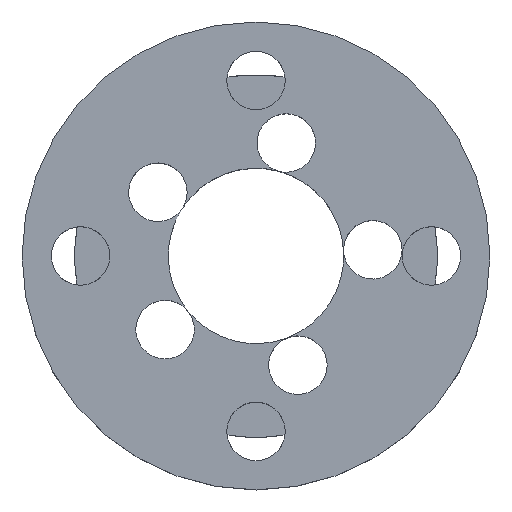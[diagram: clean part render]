
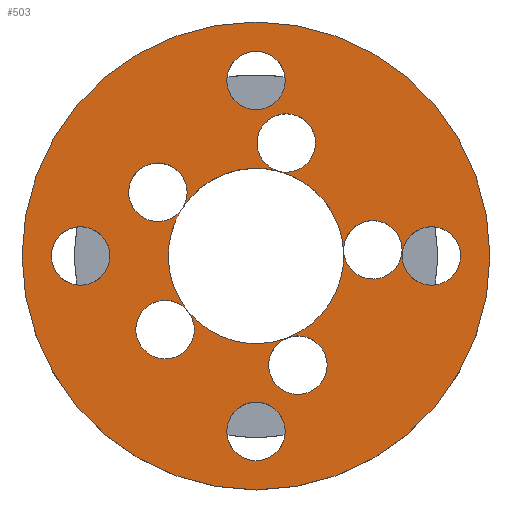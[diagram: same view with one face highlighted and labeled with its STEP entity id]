
A CAD part, top view. The second image highlights one B-rep face of the part: STEP entity #503.
In plain terms, the highlighted planar face has unit normal (0, 0, 1).
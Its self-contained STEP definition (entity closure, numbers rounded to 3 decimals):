
#19=FACE_BOUND('',#71,.T.);
#20=FACE_BOUND('',#72,.T.);
#21=FACE_BOUND('',#73,.T.);
#22=FACE_BOUND('',#74,.T.);
#23=FACE_BOUND('',#75,.T.);
#26=PLANE('',#564);
#42=FACE_OUTER_BOUND('',#70,.T.);
#70=EDGE_LOOP('',(#351));
#71=EDGE_LOOP('',(#352));
#72=EDGE_LOOP('',(#353));
#73=EDGE_LOOP('',(#354));
#74=EDGE_LOOP('',(#355));
#75=EDGE_LOOP('',(#356,#357,#358,#359,#360,#361,#362,#363,#364,#365,#366,
#367,#368,#369,#370));
#96=CIRCLE('',#538,2.);
#98=CIRCLE('',#541,2.);
#100=CIRCLE('',#544,2.);
#102=CIRCLE('',#547,2.);
#104=CIRCLE('',#550,2.);
#107=CIRCLE('',#554,6.);
#109=CIRCLE('',#557,6.);
#110=CIRCLE('',#559,6.);
#112=CIRCLE('',#562,6.);
#114=CIRCLE('',#565,16.);
#115=CIRCLE('',#566,2.);
#116=CIRCLE('',#567,2.);
#117=CIRCLE('',#568,2.);
#118=CIRCLE('',#569,2.);
#119=CIRCLE('',#570,2.);
#120=CIRCLE('',#571,2.);
#121=CIRCLE('',#572,6.);
#122=CIRCLE('',#573,2.);
#123=CIRCLE('',#574,2.);
#124=CIRCLE('',#575,2.);
#196=VERTEX_POINT('',#826);
#198=VERTEX_POINT('',#829);
#200=VERTEX_POINT('',#835);
#202=VERTEX_POINT('',#838);
#204=VERTEX_POINT('',#844);
#206=VERTEX_POINT('',#847);
#208=VERTEX_POINT('',#853);
#210=VERTEX_POINT('',#856);
#212=VERTEX_POINT('',#862);
#214=VERTEX_POINT('',#865);
#216=VERTEX_POINT('',#887);
#217=VERTEX_POINT('',#889);
#218=VERTEX_POINT('',#891);
#219=VERTEX_POINT('',#893);
#220=VERTEX_POINT('',#895);
#237=EDGE_CURVE('',#198,#196,#96,.T.);
#241=EDGE_CURVE('',#202,#200,#98,.T.);
#245=EDGE_CURVE('',#206,#204,#100,.T.);
#249=EDGE_CURVE('',#210,#208,#102,.T.);
#253=EDGE_CURVE('',#214,#212,#104,.T.);
#258=EDGE_CURVE('',#210,#202,#107,.T.);
#261=EDGE_CURVE('',#214,#210,#109,.T.);
#262=EDGE_CURVE('',#206,#214,#110,.T.);
#265=EDGE_CURVE('',#202,#198,#112,.T.);
#268=EDGE_CURVE('',#216,#216,#114,.T.);
#269=EDGE_CURVE('',#217,#217,#115,.T.);
#270=EDGE_CURVE('',#218,#218,#116,.T.);
#271=EDGE_CURVE('',#219,#219,#117,.T.);
#272=EDGE_CURVE('',#220,#220,#118,.T.);
#273=EDGE_CURVE('',#200,#202,#119,.T.);
#274=EDGE_CURVE('',#196,#198,#120,.T.);
#275=EDGE_CURVE('',#198,#206,#121,.T.);
#276=EDGE_CURVE('',#204,#206,#122,.T.);
#277=EDGE_CURVE('',#212,#214,#123,.T.);
#278=EDGE_CURVE('',#208,#210,#124,.T.);
#351=ORIENTED_EDGE('',*,*,#268,.T.);
#352=ORIENTED_EDGE('',*,*,#269,.T.);
#353=ORIENTED_EDGE('',*,*,#270,.T.);
#354=ORIENTED_EDGE('',*,*,#271,.T.);
#355=ORIENTED_EDGE('',*,*,#272,.T.);
#356=ORIENTED_EDGE('',*,*,#258,.T.);
#357=ORIENTED_EDGE('',*,*,#241,.T.);
#358=ORIENTED_EDGE('',*,*,#273,.T.);
#359=ORIENTED_EDGE('',*,*,#265,.T.);
#360=ORIENTED_EDGE('',*,*,#237,.T.);
#361=ORIENTED_EDGE('',*,*,#274,.T.);
#362=ORIENTED_EDGE('',*,*,#275,.T.);
#363=ORIENTED_EDGE('',*,*,#245,.T.);
#364=ORIENTED_EDGE('',*,*,#276,.T.);
#365=ORIENTED_EDGE('',*,*,#262,.T.);
#366=ORIENTED_EDGE('',*,*,#253,.T.);
#367=ORIENTED_EDGE('',*,*,#277,.T.);
#368=ORIENTED_EDGE('',*,*,#261,.T.);
#369=ORIENTED_EDGE('',*,*,#249,.T.);
#370=ORIENTED_EDGE('',*,*,#278,.T.);
#503=ADVANCED_FACE('',(#42,#19,#20,#21,#22,#23),#26,.T.);
#538=AXIS2_PLACEMENT_3D('',#830,#631,#632);
#541=AXIS2_PLACEMENT_3D('',#839,#639,#640);
#544=AXIS2_PLACEMENT_3D('',#848,#647,#648);
#547=AXIS2_PLACEMENT_3D('',#857,#655,#656);
#550=AXIS2_PLACEMENT_3D('',#866,#663,#664);
#554=AXIS2_PLACEMENT_3D('',#873,#673,#674);
#557=AXIS2_PLACEMENT_3D('',#877,#680,#681);
#559=AXIS2_PLACEMENT_3D('',#879,#684,#685);
#562=AXIS2_PLACEMENT_3D('',#883,#691,#692);
#564=AXIS2_PLACEMENT_3D('',#886,#696,#697);
#565=AXIS2_PLACEMENT_3D('',#888,#698,#699);
#566=AXIS2_PLACEMENT_3D('',#890,#700,#701);
#567=AXIS2_PLACEMENT_3D('',#892,#702,#703);
#568=AXIS2_PLACEMENT_3D('',#894,#704,#705);
#569=AXIS2_PLACEMENT_3D('',#896,#706,#707);
#570=AXIS2_PLACEMENT_3D('',#897,#708,#709);
#571=AXIS2_PLACEMENT_3D('',#898,#710,#711);
#572=AXIS2_PLACEMENT_3D('',#899,#712,#713);
#573=AXIS2_PLACEMENT_3D('',#900,#714,#715);
#574=AXIS2_PLACEMENT_3D('',#901,#716,#717);
#575=AXIS2_PLACEMENT_3D('',#902,#718,#719);
#631=DIRECTION('center_axis',(0.,0.,-1.));
#632=DIRECTION('ref_axis',(-1.,0.,0.));
#639=DIRECTION('center_axis',(0.,0.,-1.));
#640=DIRECTION('ref_axis',(-1.,0.,0.));
#647=DIRECTION('center_axis',(0.,0.,-1.));
#648=DIRECTION('ref_axis',(-1.,0.,0.));
#655=DIRECTION('center_axis',(0.,0.,-1.));
#656=DIRECTION('ref_axis',(-1.,0.,0.));
#663=DIRECTION('center_axis',(0.,0.,-1.));
#664=DIRECTION('ref_axis',(-1.,0.,0.));
#673=DIRECTION('center_axis',(0.,0.,-1.));
#674=DIRECTION('ref_axis',(-1.,0.,0.));
#680=DIRECTION('center_axis',(0.,0.,-1.));
#681=DIRECTION('ref_axis',(-1.,0.,0.));
#684=DIRECTION('center_axis',(0.,0.,-1.));
#685=DIRECTION('ref_axis',(-1.,0.,0.));
#691=DIRECTION('center_axis',(0.,0.,-1.));
#692=DIRECTION('ref_axis',(-1.,0.,0.));
#696=DIRECTION('center_axis',(0.,0.,1.));
#697=DIRECTION('ref_axis',(-1.,0.,0.));
#698=DIRECTION('center_axis',(0.,0.,1.));
#699=DIRECTION('ref_axis',(-1.,0.,0.));
#700=DIRECTION('center_axis',(0.,0.,-1.));
#701=DIRECTION('ref_axis',(-1.,0.,0.));
#702=DIRECTION('center_axis',(0.,0.,-1.));
#703=DIRECTION('ref_axis',(-1.,0.,0.));
#704=DIRECTION('center_axis',(0.,0.,-1.));
#705=DIRECTION('ref_axis',(-1.,0.,0.));
#706=DIRECTION('center_axis',(0.,0.,-1.));
#707=DIRECTION('ref_axis',(-1.,0.,0.));
#708=DIRECTION('center_axis',(0.,0.,-1.));
#709=DIRECTION('ref_axis',(-1.,0.,0.));
#710=DIRECTION('center_axis',(0.,0.,-1.));
#711=DIRECTION('ref_axis',(-1.,0.,0.));
#712=DIRECTION('center_axis',(0.,0.,-1.));
#713=DIRECTION('ref_axis',(-1.,0.,0.));
#714=DIRECTION('center_axis',(0.,0.,-1.));
#715=DIRECTION('ref_axis',(-1.,0.,0.));
#716=DIRECTION('center_axis',(0.,0.,-1.));
#717=DIRECTION('ref_axis',(-1.,0.,0.));
#718=DIRECTION('center_axis',(0.,0.,-1.));
#719=DIRECTION('ref_axis',(-1.,0.,0.));
#826=CARTESIAN_POINT('',(-4.217,-5.035,0.));
#829=CARTESIAN_POINT('',(-4.663,-3.776,0.));
#830=CARTESIAN_POINT('Origin',(-6.217,-5.035,0.));
#835=CARTESIAN_POINT('',(4.867,-7.469,0.));
#838=CARTESIAN_POINT('',(2.15,-5.601,0.));
#839=CARTESIAN_POINT('Origin',(2.867,-7.469,0.));
#844=CARTESIAN_POINT('',(-4.709,4.357,0.));
#847=CARTESIAN_POINT('',(-5.032,3.268,0.));
#848=CARTESIAN_POINT('Origin',(-6.709,4.357,0.));
#853=CARTESIAN_POINT('',(9.989,0.419,0.));
#856=CARTESIAN_POINT('',(5.992,0.314,0.));
#857=CARTESIAN_POINT('Origin',(7.989,0.419,0.));
#862=CARTESIAN_POINT('',(4.071,7.727,0.));
#865=CARTESIAN_POINT('',(1.553,5.796,0.));
#866=CARTESIAN_POINT('Origin',(2.071,7.727,0.));
#873=CARTESIAN_POINT('Origin',(0.,0.,0.));
#877=CARTESIAN_POINT('Origin',(0.,0.,0.));
#879=CARTESIAN_POINT('Origin',(0.,0.,0.));
#883=CARTESIAN_POINT('Origin',(0.,0.,0.));
#886=CARTESIAN_POINT('Origin',(0.,0.,0.));
#887=CARTESIAN_POINT('',(16.,0.,0.));
#888=CARTESIAN_POINT('Origin',(0.,0.,0.));
#889=CARTESIAN_POINT('',(2.,12.,0.));
#890=CARTESIAN_POINT('Origin',(0.,12.,0.));
#891=CARTESIAN_POINT('',(-10.,0.,0.));
#892=CARTESIAN_POINT('Origin',(-12.,0.,
0.));
#893=CARTESIAN_POINT('',(14.,0.,0.));
#894=CARTESIAN_POINT('Origin',(12.,0.,0.));
#895=CARTESIAN_POINT('',(2.,-12.,0.));
#896=CARTESIAN_POINT('Origin',(0.,-12.,
0.));
#897=CARTESIAN_POINT('Origin',(2.867,-7.469,0.));
#898=CARTESIAN_POINT('Origin',(-6.217,-5.035,0.));
#899=CARTESIAN_POINT('Origin',(0.,0.,0.));
#900=CARTESIAN_POINT('Origin',(-6.709,4.357,0.));
#901=CARTESIAN_POINT('Origin',(2.071,7.727,0.));
#902=CARTESIAN_POINT('Origin',(7.989,0.419,0.));
